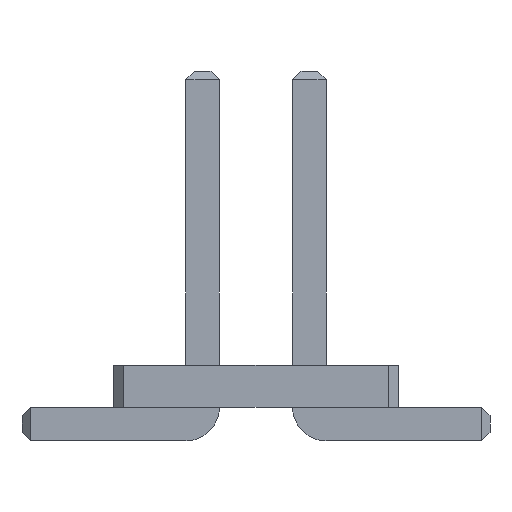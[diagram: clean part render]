
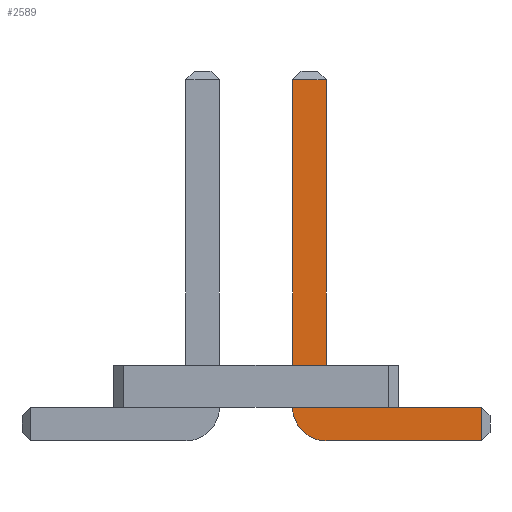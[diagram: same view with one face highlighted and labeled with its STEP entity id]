
A CAD part, front view. The second image highlights one B-rep face of the part: STEP entity #2589.
In plain terms, the highlighted planar face has unit normal (0, -1, 0).
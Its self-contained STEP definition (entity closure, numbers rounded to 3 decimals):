
#13=DIRECTION('',(0.,0.,1.));
#67=DIRECTION('',(1.,0.,0.));
#1124=VECTOR('',#67,1.);
#1135=DIRECTION('',(0.,1.,0.));
#1177=DIRECTION('',(-1.,0.,0.));
#2231=VECTOR('',#1177,1.);
#2400=DIRECTION('',(-0.,1.,0.));
#2401=DIRECTION('',(0.,0.,-1.));
#2408=VECTOR('',#2409,1.);
#2409=DIRECTION('',(0.,0.,1.));
#2420=VECTOR('',#2401,1.);
#2438=VERTEX_POINT('',#2439);
#2439=CARTESIAN_POINT('',(2.685,-11.63,0.));
#2442=ORIENTED_EDGE('',*,*,#2443,.T.);
#2443=EDGE_CURVE('',#2438,#2444,#2446,.T.);
#2444=VERTEX_POINT('',#2445);
#2445=CARTESIAN_POINT('',(0.835,-11.63,0.));
#2446=LINE('',#2447,#2231);
#2447=CARTESIAN_POINT('',(2.785,-11.63,0.));
#2484=VERTEX_POINT('',#2485);
#2485=CARTESIAN_POINT('',(0.435,-11.63,0.4));
#2488=EDGE_CURVE('',#2444,#2484,#2489,.T.);
#2489=CIRCLE('',#2490,0.4);
#2490=AXIS2_PLACEMENT_3D('',#2491,#2400,#2401);
#2491=CARTESIAN_POINT('',(0.835,-11.63,0.4));
#2500=VERTEX_POINT('',#2491);
#2502=ORIENTED_EDGE('',*,*,#2503,.T.);
#2503=EDGE_CURVE('',#2500,#2504,#2506,.T.);
#2504=VERTEX_POINT('',#2505);
#2505=CARTESIAN_POINT('',(2.685,-11.63,0.4));
#2506=LINE('',#2491,#1124);
#2516=ORIENTED_EDGE('',*,*,#2517,.T.);
#2517=EDGE_CURVE('',#2484,#2518,#2520,.T.);
#2518=VERTEX_POINT('',#2519);
#2519=CARTESIAN_POINT('',(0.435,-11.63,4.3));
#2520=LINE('',#2521,#2408);
#2521=CARTESIAN_POINT('',(0.435,-11.63,0.));
#2534=VERTEX_POINT('',#2535);
#2535=CARTESIAN_POINT('',(0.835,-11.63,4.3));
#2537=ORIENTED_EDGE('',*,*,#2538,.T.);
#2538=EDGE_CURVE('',#2534,#2500,#2539,.T.);
#2539=LINE('',#2540,#2420);
#2540=CARTESIAN_POINT('',(0.835,-11.63,4.4));
#2589=ADVANCED_FACE('',(#2590),#2599,.F.);
#2590=FACE_BOUND('',#2591,.F.);
#2591=EDGE_LOOP('',(#2442,#2592,#2516,#2593,#2537,#2502,#2596));
#2592=ORIENTED_EDGE('',*,*,#2488,.T.);
#2593=ORIENTED_EDGE('',*,*,#2594,.T.);
#2594=EDGE_CURVE('',#2518,#2534,#2595,.T.);
#2595=LINE('',#2519,#1124);
#2596=ORIENTED_EDGE('',*,*,#2597,.T.);
#2597=EDGE_CURVE('',#2504,#2438,#2598,.T.);
#2598=LINE('',#2505,#2420);
#2599=PLANE('',#2600);
#2600=AXIS2_PLACEMENT_3D('',#2601,#1135,#13);
#2601=CARTESIAN_POINT('',(1.032,-11.63,1.622));
